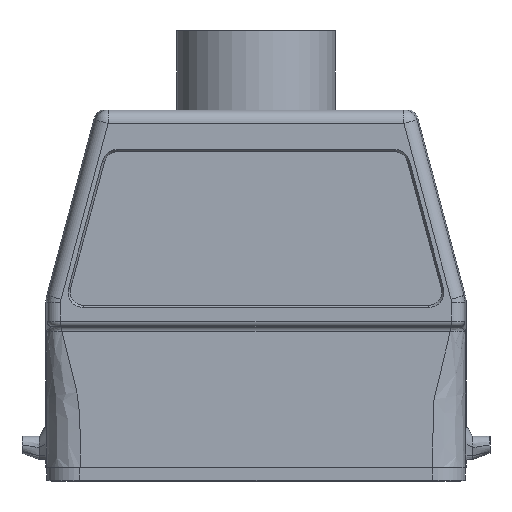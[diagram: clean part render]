
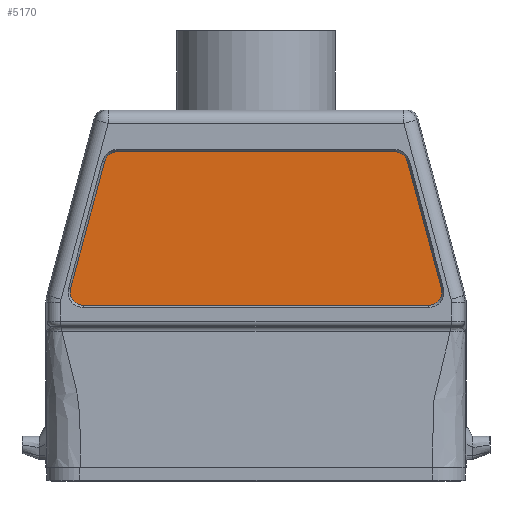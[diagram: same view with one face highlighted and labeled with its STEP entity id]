
A CAD part, front view. The second image highlights one B-rep face of the part: STEP entity #5170.
In plain terms, the highlighted planar face has unit normal (0, -1, 0).
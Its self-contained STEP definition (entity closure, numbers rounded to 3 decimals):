
#5095=CARTESIAN_POINT('',(-32.572,-17.3,21.35));
#5096=DIRECTION('',(0.0,-1.0,0.0));
#5097=DIRECTION('',(0.0,0.0,-1.0));
#5098=AXIS2_PLACEMENT_3D('',#5095,#5096,#5097);
#5099=PLANE('',#5098);
#5100=CARTESIAN_POINT('',(-32.572,-17.3,18.85));
#5101=VERTEX_POINT('',#5100);
#5102=CARTESIAN_POINT('',(-34.987,-17.3,21.997));
#5103=VERTEX_POINT('',#5102);
#5104=CARTESIAN_POINT('',(-32.572,-17.3,21.35));
#5105=DIRECTION('',(0.0,1.0,0.0));
#5106=DIRECTION('',(-1.0,0.0,0.0));
#5107=AXIS2_PLACEMENT_3D('',#5104,#5105,#5106);
#5108=CIRCLE('',#5107,2.5);
#5109=EDGE_CURVE('',#5101,#5103,#5108,.T.);
#5110=ORIENTED_EDGE('',*,*,#5109,.F.);
#5111=CARTESIAN_POINT('',(32.572,-17.3,18.85));
#5112=VERTEX_POINT('',#5111);
#5113=CARTESIAN_POINT('',(32.572,-17.3,18.85));
#5114=DIRECTION('',(-1.0,0.0,0.0));
#5115=VECTOR('',#5114,65.145);
#5116=LINE('',#5113,#5115);
#5117=EDGE_CURVE('',#5112,#5101,#5116,.T.);
#5118=ORIENTED_EDGE('',*,*,#5117,.F.);
#5119=CARTESIAN_POINT('',(34.987,-17.3,21.997));
#5120=VERTEX_POINT('',#5119);
#5121=CARTESIAN_POINT('',(32.572,-17.3,21.35));
#5122=DIRECTION('',(0.0,1.0,0.0));
#5123=DIRECTION('',(-1.0,0.0,0.0));
#5124=AXIS2_PLACEMENT_3D('',#5121,#5122,#5123);
#5125=CIRCLE('',#5124,2.5);
#5126=EDGE_CURVE('',#5120,#5112,#5125,.T.);
#5127=ORIENTED_EDGE('',*,*,#5126,.F.);
#5128=CARTESIAN_POINT('',(28.556,-17.3,45.997));
#5129=VERTEX_POINT('',#5128);
#5130=CARTESIAN_POINT('',(28.556,-17.3,45.997));
#5131=DIRECTION('',(0.259,0.0,-0.966));
#5132=VECTOR('',#5131,24.847);
#5133=LINE('',#5130,#5132);
#5134=EDGE_CURVE('',#5129,#5120,#5133,.T.);
#5135=ORIENTED_EDGE('',*,*,#5134,.F.);
#5136=CARTESIAN_POINT('',(26.142,-17.3,47.85));
#5137=VERTEX_POINT('',#5136);
#5138=CARTESIAN_POINT('',(26.142,-17.3,45.35));
#5139=DIRECTION('',(0.0,1.0,0.0));
#5140=DIRECTION('',(-1.0,0.0,0.0));
#5141=AXIS2_PLACEMENT_3D('',#5138,#5139,#5140);
#5142=CIRCLE('',#5141,2.5);
#5143=EDGE_CURVE('',#5137,#5129,#5142,.T.);
#5144=ORIENTED_EDGE('',*,*,#5143,.F.);
#5145=CARTESIAN_POINT('',(-26.142,-17.3,47.85));
#5146=VERTEX_POINT('',#5145);
#5147=CARTESIAN_POINT('',(-26.142,-17.3,47.85));
#5148=DIRECTION('',(1.0,0.0,0.0));
#5149=VECTOR('',#5148,52.283);
#5150=LINE('',#5147,#5149);
#5151=EDGE_CURVE('',#5146,#5137,#5150,.T.);
#5152=ORIENTED_EDGE('',*,*,#5151,.F.);
#5153=CARTESIAN_POINT('',(-28.556,-17.3,45.997));
#5154=VERTEX_POINT('',#5153);
#5155=CARTESIAN_POINT('',(-26.142,-17.3,45.35));
#5156=DIRECTION('',(0.0,1.0,0.0));
#5157=DIRECTION('',(-1.0,0.0,0.0));
#5158=AXIS2_PLACEMENT_3D('',#5155,#5156,#5157);
#5159=CIRCLE('',#5158,2.5);
#5160=EDGE_CURVE('',#5154,#5146,#5159,.T.);
#5161=ORIENTED_EDGE('',*,*,#5160,.F.);
#5162=CARTESIAN_POINT('',(-34.987,-17.3,21.997));
#5163=DIRECTION('',(0.259,0.0,0.966));
#5164=VECTOR('',#5163,24.847);
#5165=LINE('',#5162,#5164);
#5166=EDGE_CURVE('',#5103,#5154,#5165,.T.);
#5167=ORIENTED_EDGE('',*,*,#5166,.F.);
#5168=EDGE_LOOP('',(#5110,#5118,#5127,#5135,#5144,#5152,#5161,#5167));
#5169=FACE_OUTER_BOUND('',#5168,.T.);
#5170=ADVANCED_FACE('',(#5169),#5099,.T.);
